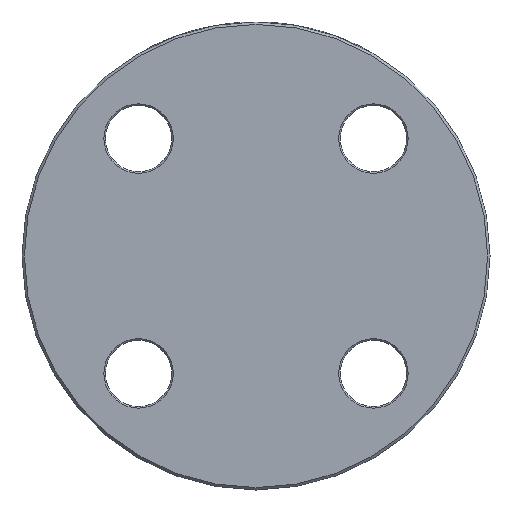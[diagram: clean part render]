
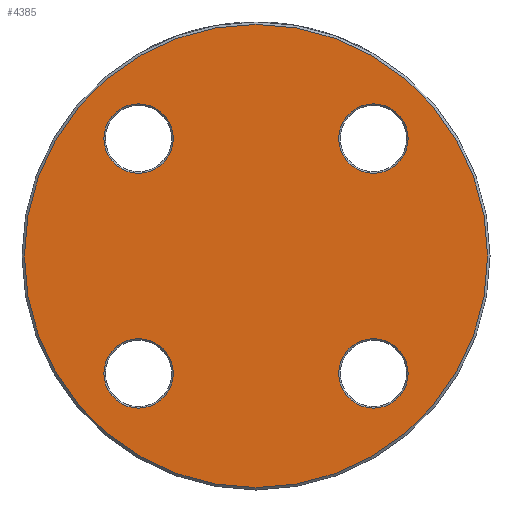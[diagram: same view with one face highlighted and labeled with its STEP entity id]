
A CAD part, left-side view. The second image highlights one B-rep face of the part: STEP entity #4385.
In plain terms, the highlighted planar face has unit normal (-1, 0, 0).
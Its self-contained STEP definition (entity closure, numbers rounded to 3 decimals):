
#290 = DIRECTION ( 'NONE',  ( 0., 0., -1. ) ) ;
#347 = EDGE_CURVE ( 'NONE', #1247, #1247, #1374, .T. ) ;
#400 = VERTEX_POINT ( 'NONE', #4054 ) ;
#403 = DIRECTION ( 'NONE',  ( 0., 0., -1. ) ) ;
#428 = CARTESIAN_POINT ( 'NONE',  ( 0., 38.891, -50.391 ) ) ;
#732 = CIRCLE ( 'NONE', #1488, 11.5 ) ;
#736 = AXIS2_PLACEMENT_3D ( 'NONE', #2868, #3835, #2421 ) ;
#784 = CARTESIAN_POINT ( 'NONE',  ( 0., 38.891, 38.891 ) ) ;
#822 = CARTESIAN_POINT ( 'NONE',  ( 0., -38.891, -50.391 ) ) ;
#836 = ORIENTED_EDGE ( 'NONE', *, *, #2571, .T. ) ;
#849 = VERTEX_POINT ( 'NONE', #822 ) ;
#906 = EDGE_LOOP ( 'NONE', ( #1327 ) ) ;
#912 = AXIS2_PLACEMENT_3D ( 'NONE', #4167, #5569, #957 ) ;
#957 = DIRECTION ( 'NONE',  ( 0., 0., -1. ) ) ;
#1025 = FACE_BOUND ( 'NONE', #906, .T. ) ;
#1116 = ORIENTED_EDGE ( 'NONE', *, *, #3834, .T. ) ;
#1247 = VERTEX_POINT ( 'NONE', #428 ) ;
#1327 = ORIENTED_EDGE ( 'NONE', *, *, #347, .T. ) ;
#1374 = CIRCLE ( 'NONE', #2138, 11.5 ) ;
#1403 = EDGE_LOOP ( 'NONE', ( #1116 ) ) ;
#1473 = FACE_BOUND ( 'NONE', #1403, .T. ) ;
#1488 = AXIS2_PLACEMENT_3D ( 'NONE', #784, #3958, #4945 ) ;
#1753 = AXIS2_PLACEMENT_3D ( 'NONE', #2675, #4505, #403 ) ;
#1887 = EDGE_CURVE ( 'NONE', #400, #400, #5777, .T. ) ;
#1918 = FACE_BOUND ( 'NONE', #4651, .T. ) ;
#2138 = AXIS2_PLACEMENT_3D ( 'NONE', #5287, #2523, #290 ) ;
#2253 = CARTESIAN_POINT ( 'NONE',  ( 0., 38.891, 27.391 ) ) ;
#2421 = DIRECTION ( 'NONE',  ( 0., 0., -1. ) ) ;
#2484 = ORIENTED_EDGE ( 'NONE', *, *, #1887, .T. ) ;
#2523 = DIRECTION ( 'NONE',  ( 1., 0., 0. ) ) ;
#2541 = CIRCLE ( 'NONE', #736, 11.5 ) ;
#2571 = EDGE_CURVE ( 'NONE', #849, #849, #4575, .T. ) ;
#2675 = CARTESIAN_POINT ( 'NONE',  ( 0., 0., 0. ) ) ;
#2868 = CARTESIAN_POINT ( 'NONE',  ( 0., -38.891, 38.891 ) ) ;
#2872 = FACE_OUTER_BOUND ( 'NONE', #3823, .T. ) ;
#3063 = VERTEX_POINT ( 'NONE', #5372 ) ;
#3189 = EDGE_LOOP ( 'NONE', ( #5063 ) ) ;
#3235 = AXIS2_PLACEMENT_3D ( 'NONE', #5098, #4679, #4271 ) ;
#3354 = PLANE ( 'NONE',  #912 ) ;
#3570 = EDGE_CURVE ( 'NONE', #3607, #3607, #732, .T. ) ;
#3607 = VERTEX_POINT ( 'NONE', #2253 ) ;
#3686 = FACE_BOUND ( 'NONE', #3189, .T. ) ;
#3823 = EDGE_LOOP ( 'NONE', ( #2484 ) ) ;
#3834 = EDGE_CURVE ( 'NONE', #3063, #3063, #2541, .T. ) ;
#3835 = DIRECTION ( 'NONE',  ( 1., 0., 0. ) ) ;
#3958 = DIRECTION ( 'NONE',  ( 1., 0., 0. ) ) ;
#4054 = CARTESIAN_POINT ( 'NONE',  ( 0., 0., -76.7 ) ) ;
#4167 = CARTESIAN_POINT ( 'NONE',  ( 0., 0., 0. ) ) ;
#4271 = DIRECTION ( 'NONE',  ( 0., 0., -1. ) ) ;
#4385 = ADVANCED_FACE ( 'NONE', ( #2872, #3686, #1473, #1918, #1025 ), #3354, .F. ) ;
#4505 = DIRECTION ( 'NONE',  ( -1., 0., 0. ) ) ;
#4575 = CIRCLE ( 'NONE', #3235, 11.5 ) ;
#4651 = EDGE_LOOP ( 'NONE', ( #836 ) ) ;
#4679 = DIRECTION ( 'NONE',  ( 1., 0., 0. ) ) ;
#4945 = DIRECTION ( 'NONE',  ( 0., 0., -1. ) ) ;
#5063 = ORIENTED_EDGE ( 'NONE', *, *, #3570, .T. ) ;
#5098 = CARTESIAN_POINT ( 'NONE',  ( 0., -38.891, -38.891 ) ) ;
#5287 = CARTESIAN_POINT ( 'NONE',  ( 0., 38.891, -38.891 ) ) ;
#5372 = CARTESIAN_POINT ( 'NONE',  ( 0., -38.891, 27.391 ) ) ;
#5569 = DIRECTION ( 'NONE',  ( 1., 0., 0. ) ) ;
#5777 = CIRCLE ( 'NONE', #1753, 76.7 ) ;
